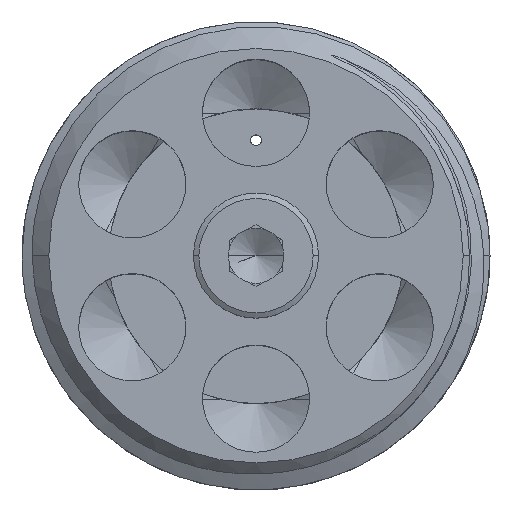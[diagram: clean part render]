
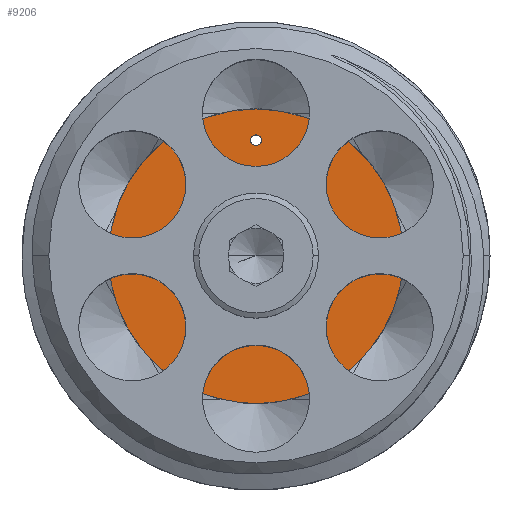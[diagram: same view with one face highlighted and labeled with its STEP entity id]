
A CAD part, top view. The second image highlights one B-rep face of the part: STEP entity #9206.
In plain terms, the highlighted planar face has unit normal (0, 0, 1).
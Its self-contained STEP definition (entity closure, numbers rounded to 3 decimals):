
#303 = CARTESIAN_POINT ( 'NONE',  ( 0., 0., -11.3 ) ) ;
#304 = DIRECTION ( 'NONE',  ( 0., 0., -1. ) ) ;
#305 = DIRECTION ( 'NONE',  ( 0., 1., 0. ) ) ;
#324 = CARTESIAN_POINT ( 'NONE',  ( 0., 6.5, -11.3 ) ) ;
#325 = DIRECTION ( 'NONE',  ( 0., 0., -1. ) ) ;
#326 = DIRECTION ( 'NONE',  ( 0., 1., 0. ) ) ;
#1410 = AXIS2_PLACEMENT_3D ( 'NONE', #303, #304, #305 ) ;
#1414 = AXIS2_PLACEMENT_3D ( 'NONE', #324, #325, #326 ) ;
#1466 = AXIS2_PLACEMENT_3D ( 'NONE', #11313, #11314, #11315 ) ;
#1467 = AXIS2_PLACEMENT_3D ( 'NONE', #11350, #11351, #11352 ) ;
#1487 = AXIS2_PLACEMENT_3D ( 'NONE', #7046, #7047, #7048 ) ;
#1490 = AXIS2_PLACEMENT_3D ( 'NONE', #7059, #7060, #7061 ) ;
#1591 = AXIS2_PLACEMENT_3D ( 'NONE', #3885, #3879, #3889 ) ;
#3879 = DIRECTION ( 'NONE',  ( 0., 0., -1. ) ) ;
#3885 = CARTESIAN_POINT ( 'NONE',  ( 0., 0., -11.3 ) ) ;
#3887 = PLANE ( 'NONE',  #1591 ) ;
#3889 = DIRECTION ( 'NONE',  ( 0., 1., 0. ) ) ;
#6697 = EDGE_CURVE ( 'NONE', #9054, #8037, #11048, .T. ) ;
#6706 = EDGE_CURVE ( 'NONE', #8051, #9060, #11010, .T. ) ;
#6875 = EDGE_CURVE ( 'NONE', #9043, #8956, #10837, .T. ) ;
#6883 = EDGE_CURVE ( 'NONE', #8956, #9043, #10832, .T. ) ;
#7046 = CARTESIAN_POINT ( 'NONE',  ( 0., 6.5, -11.3 ) ) ;
#7047 = DIRECTION ( 'NONE',  ( 0., 0., -1. ) ) ;
#7048 = DIRECTION ( 'NONE',  ( 0., 1., 0. ) ) ;
#7059 = CARTESIAN_POINT ( 'NONE',  ( 0., 0., -11.3 ) ) ;
#7060 = DIRECTION ( 'NONE',  ( 0., 0., -1. ) ) ;
#7061 = DIRECTION ( 'NONE',  ( 0., 1., 0. ) ) ;
#7711 = EDGE_LOOP ( 'NONE', ( #8738, #8739 ) ) ;
#7725 = EDGE_LOOP ( 'NONE', ( #8735, #8737 ) ) ;
#7749 = EDGE_LOOP ( 'NONE', ( #8796, #8731 ) ) ;
#8037 = VERTEX_POINT ( 'NONE', #11468 ) ;
#8051 = VERTEX_POINT ( 'NONE', #11479 ) ;
#8731 = ORIENTED_EDGE ( 'NONE', *, *, #6706, .T. ) ;
#8735 = ORIENTED_EDGE ( 'NONE', *, *, #9102, .F. ) ;
#8737 = ORIENTED_EDGE ( 'NONE', *, *, #6697, .F. ) ;
#8738 = ORIENTED_EDGE ( 'NONE', *, *, #6883, .T. ) ;
#8739 = ORIENTED_EDGE ( 'NONE', *, *, #6875, .T. ) ;
#8796 = ORIENTED_EDGE ( 'NONE', *, *, #9099, .T. ) ;
#8956 = VERTEX_POINT ( 'NONE', #11545 ) ;
#9043 = VERTEX_POINT ( 'NONE', #11624 ) ;
#9054 = VERTEX_POINT ( 'NONE', #11673 ) ;
#9060 = VERTEX_POINT ( 'NONE', #11683 ) ;
#9099 = EDGE_CURVE ( 'NONE', #9060, #8051, #10933, .T. ) ;
#9102 = EDGE_CURVE ( 'NONE', #8037, #9054, #10936, .T. ) ;
#9206 = ADVANCED_FACE ( 'NONE', ( #10633, #10688, #10910 ), #3887, .F. ) ;
#10633 = FACE_BOUND ( 'NONE', #7749, .T. ) ;
#10688 = FACE_OUTER_BOUND ( 'NONE', #7725, .T. ) ;
#10832 = CIRCLE ( 'NONE', #1467, 3.818 ) ;
#10837 = CIRCLE ( 'NONE', #1466, 3.818 ) ;
#10910 = FACE_BOUND ( 'NONE', #7711, .T. ) ;
#10933 = CIRCLE ( 'NONE', #1487, 0.3 ) ;
#10936 = CIRCLE ( 'NONE', #1490, 9.25 ) ;
#11010 = CIRCLE ( 'NONE', #1414, 0.3 ) ;
#11048 = CIRCLE ( 'NONE', #1410, 9.25 ) ;
#11313 = CARTESIAN_POINT ( 'NONE',  ( 0., 0., -11.3 ) ) ;
#11314 = DIRECTION ( 'NONE',  ( 0., 0., -1. ) ) ;
#11315 = DIRECTION ( 'NONE',  ( 0., 1., 0. ) ) ;
#11350 = CARTESIAN_POINT ( 'NONE',  ( 0., 0., -11.3 ) ) ;
#11351 = DIRECTION ( 'NONE',  ( 0., 0., -1. ) ) ;
#11352 = DIRECTION ( 'NONE',  ( 0., 1., 0. ) ) ;
#11468 = CARTESIAN_POINT ( 'NONE',  ( 0., -9.25, -11.3 ) ) ;
#11479 = CARTESIAN_POINT ( 'NONE',  ( 0., 6.2, -11.3 ) ) ;
#11545 = CARTESIAN_POINT ( 'NONE',  ( 3.818, 0., -11.3 ) ) ;
#11624 = CARTESIAN_POINT ( 'NONE',  ( -3.818, 0., -11.3 ) ) ;
#11673 = CARTESIAN_POINT ( 'NONE',  ( 0., 9.25, -11.3 ) ) ;
#11683 = CARTESIAN_POINT ( 'NONE',  ( 0., 6.8, -11.3 ) ) ;
